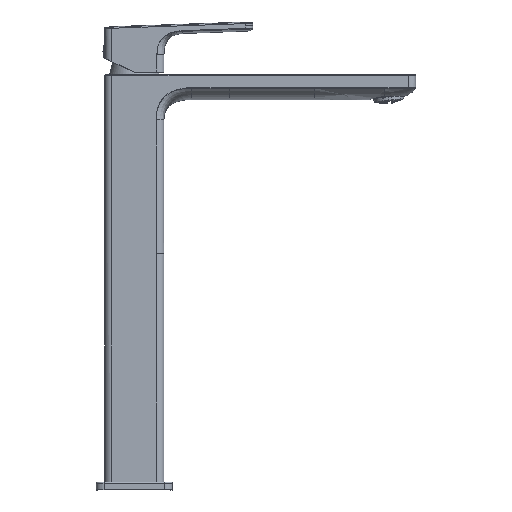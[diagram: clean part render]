
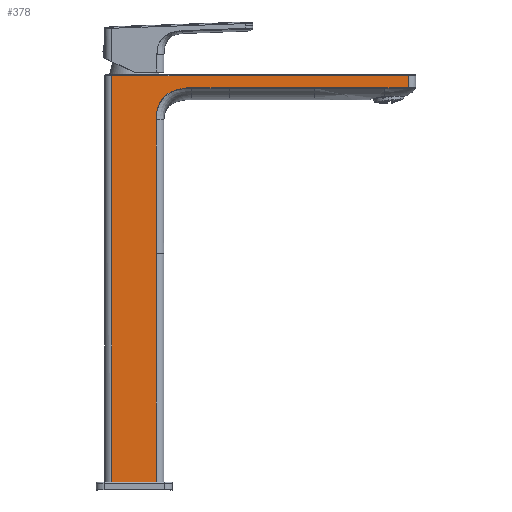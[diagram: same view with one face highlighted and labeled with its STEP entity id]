
A CAD part, left-side view. The second image highlights one B-rep face of the part: STEP entity #378.
In plain terms, the highlighted planar face has unit normal (-1, 0, 0).
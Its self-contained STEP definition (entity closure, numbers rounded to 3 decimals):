
#378=ADVANCED_FACE('',(#2603),#36511,.T.);
#2603=FACE_OUTER_BOUND('',#4828,.T.);
#4828=EDGE_LOOP('',(#7303,#7304,#7305,#7306,#7307,#7308,#7309,#7310,#7311,
#7312,#7313));
#7303=ORIENTED_EDGE('',*,*,#19355,.T.);
#7304=ORIENTED_EDGE('',*,*,#19360,.T.);
#7305=ORIENTED_EDGE('',*,*,#19368,.T.);
#7306=ORIENTED_EDGE('',*,*,#19359,.T.);
#7307=ORIENTED_EDGE('',*,*,#20123,.T.);
#7308=ORIENTED_EDGE('',*,*,#19358,.T.);
#7309=ORIENTED_EDGE('',*,*,#19357,.T.);
#7310=ORIENTED_EDGE('',*,*,#20073,.T.);
#7311=ORIENTED_EDGE('',*,*,#20070,.T.);
#7312=ORIENTED_EDGE('',*,*,#19356,.T.);
#7313=ORIENTED_EDGE('',*,*,#20063,.T.);
#19355=EDGE_CURVE('',#31499,#31500,#27356,.T.);
#19356=EDGE_CURVE('',#31502,#31501,#27357,.T.);
#19357=EDGE_CURVE('',#31505,#31504,#27358,.T.);
#19358=EDGE_CURVE('',#31506,#31505,#27359,.T.);
#19359=EDGE_CURVE('',#31508,#31507,#27360,.T.);
#19360=EDGE_CURVE('',#31500,#31509,#27361,.T.);
#19368=EDGE_CURVE('',#31509,#31508,#27365,.T.);
#20063=EDGE_CURVE('',#31501,#31499,#27743,.T.);
#20070=EDGE_CURVE('',#31503,#31502,#27745,.T.);
#20073=EDGE_CURVE('',#31504,#31503,#27747,.T.);
#20123=EDGE_CURVE('',#31507,#31506,#27791,.T.);
#27356=B_SPLINE_CURVE_WITH_KNOTS('',1,(#52100,#52101),.UNSPECIFIED.,.F.,
 .F.,(2,2),(-190.917,0.),.UNSPECIFIED.);
#27357=B_SPLINE_CURVE_WITH_KNOTS('',3,(#52102,#52103,#52104,#52105,#52106,
#52107,#52108,#52109,#52110,#52111,#52112),.UNSPECIFIED.,.F.,.F.,(4,1,1,
1,1,1,1,1,4),(-15.351,-13.432,-11.513,-9.594,
-7.676,-5.757,-3.838,-1.919,
0.),.UNSPECIFIED.);
#27358=B_SPLINE_CURVE_WITH_KNOTS('',1,(#52113,#52114),.UNSPECIFIED.,.F.,
 .F.,(2,2),(-23.9,0.),.UNSPECIFIED.);
#27359=B_SPLINE_CURVE_WITH_KNOTS('',3,(#52115,#52116,#52117,#52118,#52119,
#52120,#52121,#52122,#52123,#52124,#52125,#52126,#52127,#52128),
 .UNSPECIFIED.,.F.,.F.,(4,1,1,1,1,1,1,1,1,1,1,4),(-35.442,-32.22,
-28.998,-25.776,-22.554,-19.332,
-16.11,-12.888,-9.666,-6.444,
-3.222,0.),.UNSPECIFIED.);
#27360=B_SPLINE_CURVE_WITH_KNOTS('',1,(#52129,#52130),.UNSPECIFIED.,.F.,
 .F.,(2,2),(-147.028,0.),.UNSPECIFIED.);
#27361=B_SPLINE_CURVE_WITH_KNOTS('',1,(#52131,#52132),.UNSPECIFIED.,.F.,
 .F.,(2,2),(-261.503,0.),.UNSPECIFIED.);
#27365=B_SPLINE_CURVE_WITH_KNOTS('',1,(#52155,#52156),.UNSPECIFIED.,.F.,
 .F.,(2,2),(0.,28.5),.UNSPECIFIED.);
#27743=B_SPLINE_CURVE_WITH_KNOTS('',1,(#54904,#54905),.UNSPECIFIED.,.F.,
 .F.,(2,2),(0.,7.787),.UNSPECIFIED.);
#27745=B_SPLINE_CURVE_WITH_KNOTS('',1,(#54925,#54926),.UNSPECIFIED.,.F.,
 .F.,(2,2),(0.,45.113),.UNSPECIFIED.);
#27747=B_SPLINE_CURVE_WITH_KNOTS('',1,(#54932,#54933),.UNSPECIFIED.,.F.,
 .F.,(2,2),(0.,55.054),.UNSPECIFIED.);
#27791=B_SPLINE_CURVE_WITH_KNOTS('',1,(#55082,#55083),.UNSPECIFIED.,.F.,
 .F.,(2,2),(0.,85.984),.UNSPECIFIED.);
#31499=VERTEX_POINT('',#51643);
#31500=VERTEX_POINT('',#51644);
#31501=VERTEX_POINT('',#51645);
#31502=VERTEX_POINT('',#51646);
#31503=VERTEX_POINT('',#51647);
#31504=VERTEX_POINT('',#51648);
#31505=VERTEX_POINT('',#51649);
#31506=VERTEX_POINT('',#51650);
#31507=VERTEX_POINT('',#51651);
#31508=VERTEX_POINT('',#51652);
#31509=VERTEX_POINT('',#51653);
#36511=PLANE('',#37629);
#37629=AXIS2_PLACEMENT_3D('',#40812,#39220,$);
#39220=DIRECTION('',(-1.,0.,0.));
#40812=CARTESIAN_POINT('',(-19.,58.49,-21.549));
#51643=CARTESIAN_POINT('',(-19.,-151.917,266.503));
#51644=CARTESIAN_POINT('',(-19.,39.,266.503));
#51645=CARTESIAN_POINT('',(-19.,-151.917,258.716));
#51646=CARTESIAN_POINT('',(-19.,-136.566,258.658));
#51647=CARTESIAN_POINT('',(-19.,-91.453,258.658));
#51648=CARTESIAN_POINT('',(-19.,-36.399,258.658));
#51649=CARTESIAN_POINT('',(-19.,-12.5,258.658));
#51650=CARTESIAN_POINT('',(-19.,10.5,238.013));
#51651=CARTESIAN_POINT('',(-19.,10.5,152.028));
#51652=CARTESIAN_POINT('',(-19.,10.5,5.));
#51653=CARTESIAN_POINT('',(-19.,39.,5.));
#52100=CARTESIAN_POINT('',(-19.,-151.917,266.503));
#52101=CARTESIAN_POINT('',(-19.,39.,266.503));
#52102=CARTESIAN_POINT('',(-19.,-136.566,258.658));
#52103=CARTESIAN_POINT('',(-19.,-137.41,258.658));
#52104=CARTESIAN_POINT('',(-19.,-139.04,258.666));
#52105=CARTESIAN_POINT('',(-19.,-141.29,258.671));
#52106=CARTESIAN_POINT('',(-19.,-143.396,258.678));
#52107=CARTESIAN_POINT('',(-19.,-145.355,258.685));
#52108=CARTESIAN_POINT('',(-19.,-147.184,258.692));
#52109=CARTESIAN_POINT('',(-19.,-148.884,258.697));
#52110=CARTESIAN_POINT('',(-19.,-150.468,258.71));
#52111=CARTESIAN_POINT('',(-19.,-151.447,258.7));
#52112=CARTESIAN_POINT('',(-19.,-151.917,258.716));
#52113=CARTESIAN_POINT('',(-19.,-12.5,258.658));
#52114=CARTESIAN_POINT('',(-19.,-36.399,258.658));
#52115=CARTESIAN_POINT('',(-19.,10.5,238.013));
#52116=CARTESIAN_POINT('',(-19.,10.511,238.815));
#52117=CARTESIAN_POINT('',(-19.,10.451,240.468));
#52118=CARTESIAN_POINT('',(-19.,10.163,243.037));
#52119=CARTESIAN_POINT('',(-19.,9.524,245.862));
#52120=CARTESIAN_POINT('',(-19.,8.238,249.062));
#52121=CARTESIAN_POINT('',(-19.,6.083,252.165));
#52122=CARTESIAN_POINT('',(-19.,3.891,254.141));
#52123=CARTESIAN_POINT('',(-19.,1.858,255.498));
#52124=CARTESIAN_POINT('',(-19.,-0.334,256.555));
#52125=CARTESIAN_POINT('',(-19.,-2.579,257.416));
#52126=CARTESIAN_POINT('',(-19.,-7.003,258.446));
#52127=CARTESIAN_POINT('',(-19.,-10.523,258.636));
#52128=CARTESIAN_POINT('',(-19.,-12.5,258.658));
#52129=CARTESIAN_POINT('',(-19.,10.5,5.));
#52130=CARTESIAN_POINT('',(-19.,10.5,152.028));
#52131=CARTESIAN_POINT('',(-19.,39.,266.503));
#52132=CARTESIAN_POINT('',(-19.,39.,5.));
#52155=CARTESIAN_POINT('',(-19.,39.,5.));
#52156=CARTESIAN_POINT('',(-19.,10.5,5.));
#54904=CARTESIAN_POINT('',(-19.,-151.917,258.716));
#54905=CARTESIAN_POINT('',(-19.,-151.917,266.503));
#54925=CARTESIAN_POINT('',(-19.,-91.453,258.658));
#54926=CARTESIAN_POINT('',(-19.,-136.566,258.658));
#54932=CARTESIAN_POINT('',(-19.,-36.399,258.658));
#54933=CARTESIAN_POINT('',(-19.,-91.453,258.658));
#55082=CARTESIAN_POINT('',(-19.,10.5,152.028));
#55083=CARTESIAN_POINT('',(-19.,10.5,238.013));
